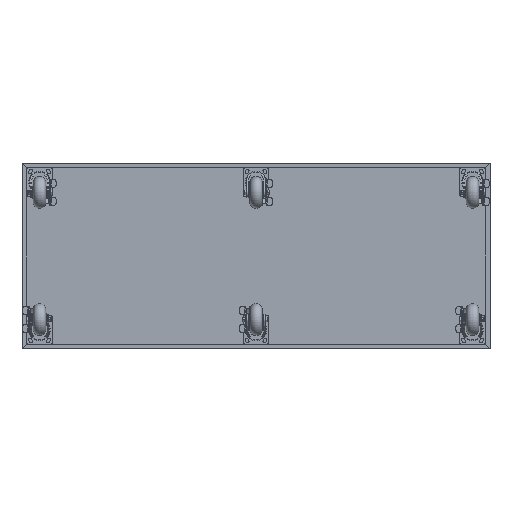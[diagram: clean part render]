
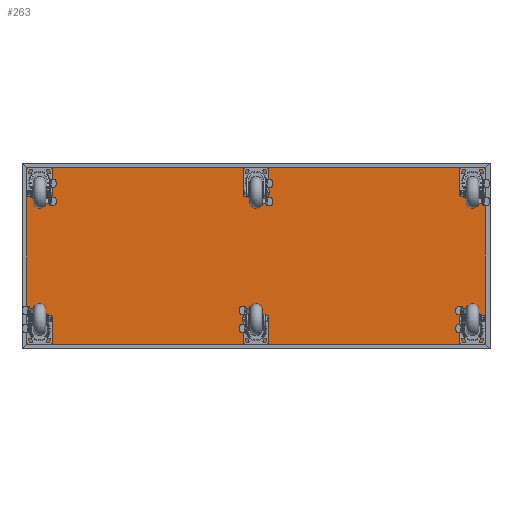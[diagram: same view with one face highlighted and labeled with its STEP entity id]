
A CAD part, front view. The second image highlights one B-rep face of the part: STEP entity #263.
In plain terms, the highlighted planar face has unit normal (0, -1, 0).
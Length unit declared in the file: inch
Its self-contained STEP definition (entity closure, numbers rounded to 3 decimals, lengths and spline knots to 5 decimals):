
#97 = FACE_OUTER_BOUND ( 'NONE', #1729, .T. ) ;
#263 = ADVANCED_FACE ( 'NONE', ( #97 ), #7053, .T. ) ;
#686 = VECTOR ( 'NONE', #4247, 39.37008 ) ;
#943 = CARTESIAN_POINT ( 'NONE',  ( -36.75, -0.23438, -14.5625 ) ) ;
#1388 = EDGE_CURVE ( 'NONE', #7610, #8019, #6588, .T. ) ;
#1729 = EDGE_LOOP ( 'NONE', ( #2476, #9883, #9334, #6951 ) ) ;
#2179 = LINE ( 'NONE', #6322, #686 ) ;
#2476 = ORIENTED_EDGE ( 'NONE', *, *, #10446, .F. ) ;
#2640 = CARTESIAN_POINT ( 'NONE',  ( -36.75, -0.23438, -14.5625 ) ) ;
#2764 = DIRECTION ( 'NONE',  ( -1., 0., 0. ) ) ;
#2912 = CARTESIAN_POINT ( 'NONE',  ( -36.75, -0.23438, 14.5625 ) ) ;
#3665 = CARTESIAN_POINT ( 'NONE',  ( 36.75, -0.23438, 14.5625 ) ) ;
#3767 = AXIS2_PLACEMENT_3D ( 'NONE', #11020, #10123, #12128 ) ;
#4247 = DIRECTION ( 'NONE',  ( 0., 0., 1. ) ) ;
#5246 = VERTEX_POINT ( 'NONE', #10663 ) ;
#5629 = LINE ( 'NONE', #2640, #7768 ) ;
#5987 = EDGE_CURVE ( 'NONE', #7910, #7610, #2179, .T. ) ;
#6322 = CARTESIAN_POINT ( 'NONE',  ( -36.75, -0.23438, 14.5625 ) ) ;
#6390 = CARTESIAN_POINT ( 'NONE',  ( -36.75, -0.23438, 14.5625 ) ) ;
#6588 = LINE ( 'NONE', #6390, #11693 ) ;
#6589 = EDGE_CURVE ( 'NONE', #5246, #7910, #5629, .T. ) ;
#6951 = ORIENTED_EDGE ( 'NONE', *, *, #6589, .F. ) ;
#7053 = PLANE ( 'NONE',  #3767 ) ;
#7610 = VERTEX_POINT ( 'NONE', #2912 ) ;
#7674 = VECTOR ( 'NONE', #11546, 39.37008 ) ;
#7768 = VECTOR ( 'NONE', #2764, 39.37008 ) ;
#7910 = VERTEX_POINT ( 'NONE', #943 ) ;
#8019 = VERTEX_POINT ( 'NONE', #8679 ) ;
#8485 = LINE ( 'NONE', #3665, #7674 ) ;
#8679 = CARTESIAN_POINT ( 'NONE',  ( 36.75, -0.23438, 14.5625 ) ) ;
#9334 = ORIENTED_EDGE ( 'NONE', *, *, #5987, .F. ) ;
#9392 = DIRECTION ( 'NONE',  ( 1., 0., 0. ) ) ;
#9883 = ORIENTED_EDGE ( 'NONE', *, *, #1388, .F. ) ;
#10123 = DIRECTION ( 'NONE',  ( 0., -1., 0. ) ) ;
#10446 = EDGE_CURVE ( 'NONE', #8019, #5246, #8485, .T. ) ;
#10663 = CARTESIAN_POINT ( 'NONE',  ( 36.75, -0.23438, -14.5625 ) ) ;
#11020 = CARTESIAN_POINT ( 'NONE',  ( 0., -0.23438, 0. ) ) ;
#11546 = DIRECTION ( 'NONE',  ( 0., 0., -1. ) ) ;
#11693 = VECTOR ( 'NONE', #9392, 39.37008 ) ;
#12128 = DIRECTION ( 'NONE',  ( 0., 0., -1. ) ) ;
